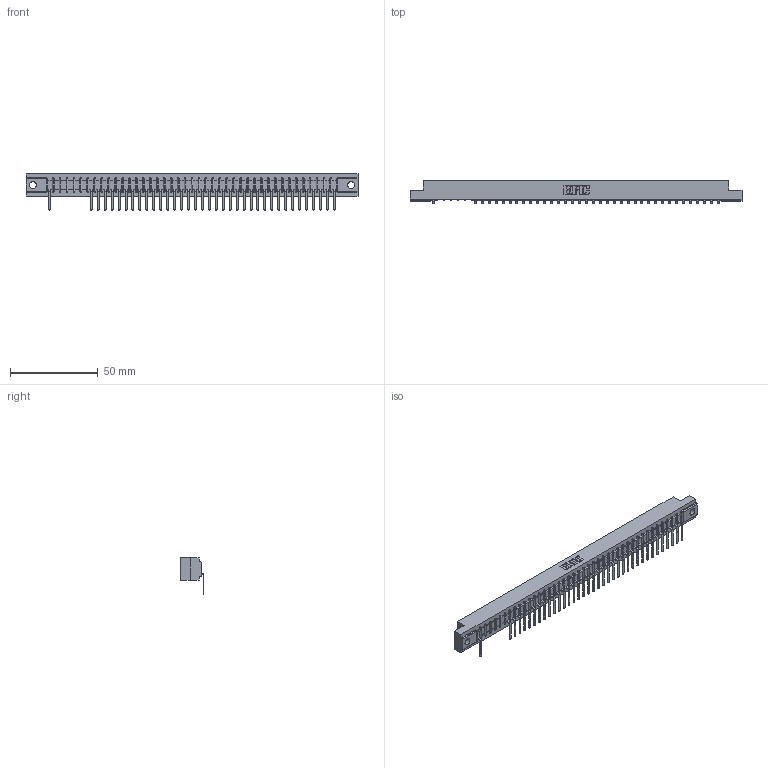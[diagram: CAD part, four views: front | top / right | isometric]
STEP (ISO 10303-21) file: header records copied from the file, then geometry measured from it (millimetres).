
FILE_DESCRIPTION (( 'STEP AP203' ), '1' );
FILE_NAME ('357-042-557-104.STEP', '2018-08-11T08:35:30', ( '' ), ( '' ), 'SwSTEP 2.0', 'SolidWorks 2016', '' );
FILE_SCHEMA (( 'CONFIG_CONTROL_DESIGN' ));
Length unit declared in the file: inch
Products named in the file (3): 307 Part_.156 Dia Mounting Holes; 307-290-002_557; 357-042-557-104
Assembly tree (38 placements, depth 2):
  357-042-557-104
    307 Part_.156 Dia Mounting Holes
    307-290-002_557  x37
Bounding box: 189.43 x 13.32 x 20.66 mm (x, y, z)
Volume: 20121 mm3; surface area: 24857.2 mm2
Topology: 38 solids, 38 shells, 3161 faces, 9707 edges, 6354 vertices
Faces by surface type: plane 1883, cylinder 1192, sphere 86
Entity records: 37118 total; most frequent: CARTESIAN_POINT 6289, ORIENTED_EDGE 6282, DIRECTION 6097, EDGE_CURVE 3141, VECTOR 2413, LINE 2413, VERTEX_POINT 2034, AXIS2_PLACEMENT_3D 1842
